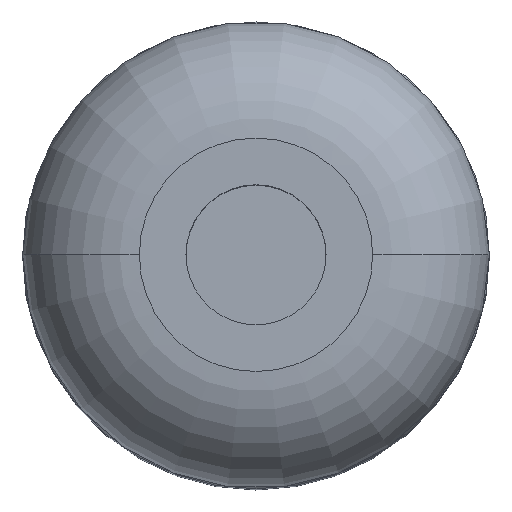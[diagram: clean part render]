
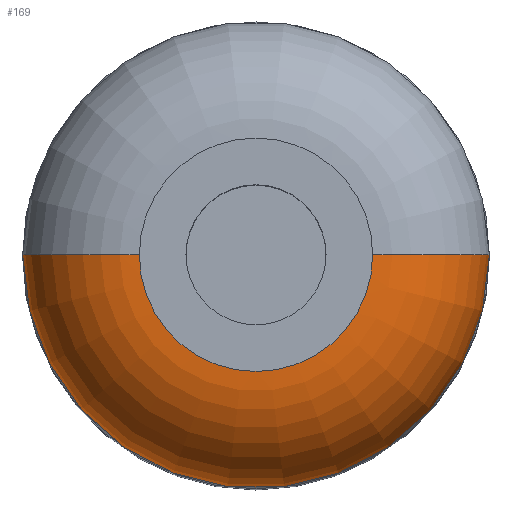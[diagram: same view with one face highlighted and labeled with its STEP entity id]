
A CAD part, top view. The second image highlights one B-rep face of the part: STEP entity #169.
In plain terms, the highlighted toroidal (fillet/blend) face has major radius 2.5 mm and minor radius 2.5 mm.
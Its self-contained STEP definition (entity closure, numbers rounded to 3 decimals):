
#12 = AXIS2_PLACEMENT_3D ( 'NONE', #53, #51, #403 ) ;
#16 = ORIENTED_EDGE ( 'NONE', *, *, #226, .T. ) ;
#18 = VERTEX_POINT ( 'NONE', #135 ) ;
#23 = ORIENTED_EDGE ( 'NONE', *, *, #61, .T. ) ;
#51 = DIRECTION ( 'NONE',  ( 0., 0., -1. ) ) ;
#53 = CARTESIAN_POINT ( 'NONE',  ( 0., 0., 23. ) ) ;
#61 = EDGE_CURVE ( 'NONE', #211, #271, #264, .T. ) ;
#65 = AXIS2_PLACEMENT_3D ( 'NONE', #90, #85, #220 ) ;
#69 = CARTESIAN_POINT ( 'NONE',  ( -3.927, 0., 18.447 ) ) ;
#81 = AXIS2_PLACEMENT_3D ( 'NONE', #334, #108, #172 ) ;
#82 = CIRCLE ( 'NONE', #219, 2.5 ) ;
#83 = CARTESIAN_POINT ( 'NONE',  ( 2.5, 0., 20.5 ) ) ;
#85 = DIRECTION ( 'NONE',  ( 0., 0., -1. ) ) ;
#90 = CARTESIAN_POINT ( 'NONE',  ( 0., 0., 20.5 ) ) ;
#107 = DIRECTION ( 'NONE',  ( 1., 0., 0. ) ) ;
#108 = DIRECTION ( 'NONE',  ( 0., -1., 0. ) ) ;
#134 = DIRECTION ( 'NONE',  ( 0., 0., 1. ) ) ;
#135 = CARTESIAN_POINT ( 'NONE',  ( 3.927, 0., 18.447 ) ) ;
#158 = ORIENTED_EDGE ( 'NONE', *, *, #285, .T. ) ;
#169 = ADVANCED_FACE ( 'NONE', ( #322 ), #384, .T. ) ;
#172 = DIRECTION ( 'NONE',  ( 0., 0., -1. ) ) ;
#176 = CIRCLE ( 'NONE', #12, 2.5 ) ;
#186 = DIRECTION ( 'NONE',  ( -1., 0., 0. ) ) ;
#211 = VERTEX_POINT ( 'NONE', #216 ) ;
#216 = CARTESIAN_POINT ( 'NONE',  ( -2.5, 0., 23. ) ) ;
#219 = AXIS2_PLACEMENT_3D ( 'NONE', #83, #373, #186 ) ;
#220 = DIRECTION ( 'NONE',  ( -1., 0., 0. ) ) ;
#226 = EDGE_CURVE ( 'NONE', #342, #211, #176, .T. ) ;
#237 = CIRCLE ( 'NONE', #255, 3.927 ) ;
#255 = AXIS2_PLACEMENT_3D ( 'NONE', #288, #134, #107 ) ;
#264 = CIRCLE ( 'NONE', #81, 2.5 ) ;
#271 = VERTEX_POINT ( 'NONE', #69 ) ;
#285 = EDGE_CURVE ( 'NONE', #271, #18, #237, .T. ) ;
#288 = CARTESIAN_POINT ( 'NONE',  ( 0., 0., 18.447 ) ) ;
#305 = CARTESIAN_POINT ( 'NONE',  ( 2.5, 0., 23. ) ) ;
#322 = FACE_OUTER_BOUND ( 'NONE', #324, .T. ) ;
#324 = EDGE_LOOP ( 'NONE', ( #345, #16, #23, #158 ) ) ;
#334 = CARTESIAN_POINT ( 'NONE',  ( -2.5, 0., 20.5 ) ) ;
#342 = VERTEX_POINT ( 'NONE', #305 ) ;
#345 = ORIENTED_EDGE ( 'NONE', *, *, #355, .F. ) ;
#355 = EDGE_CURVE ( 'NONE', #342, #18, #82, .T. ) ;
#373 = DIRECTION ( 'NONE',  ( 0., 1., 0. ) ) ;
#384 = TOROIDAL_SURFACE ( 'NONE', #65, 2.5, 2.5 ) ;
#403 = DIRECTION ( 'NONE',  ( -1., 0., 0. ) ) ;
